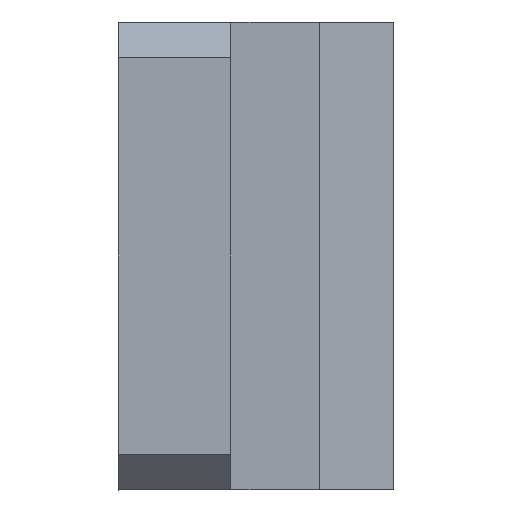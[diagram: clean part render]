
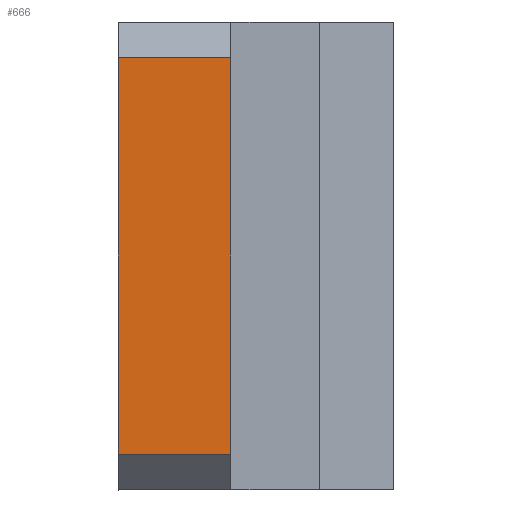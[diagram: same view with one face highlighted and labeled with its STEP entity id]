
A CAD part, left-side view. The second image highlights one B-rep face of the part: STEP entity #666.
In plain terms, the highlighted planar face has unit normal (-1, 0, 0).
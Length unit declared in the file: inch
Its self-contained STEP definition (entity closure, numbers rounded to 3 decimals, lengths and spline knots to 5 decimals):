
#1 = LINE ( 'NONE', #1157, #713 ) ;
#38 = DIRECTION ( 'NONE',  ( 0., 0., 1. ) ) ;
#57 = ORIENTED_EDGE ( 'NONE', *, *, #127, .T. ) ;
#82 = DIRECTION ( 'NONE',  ( 0., 1., 0. ) ) ;
#127 = EDGE_CURVE ( 'NONE', #955, #463, #359, .T. ) ;
#202 = FACE_OUTER_BOUND ( 'NONE', #291, .T. ) ;
#209 = CARTESIAN_POINT ( 'NONE',  ( -2., 0.55, -1.46 ) ) ;
#218 = PLANE ( 'NONE',  #356 ) ;
#253 = CARTESIAN_POINT ( 'NONE',  ( -2., 0.93, -1.46 ) ) ;
#291 = EDGE_LOOP ( 'NONE', ( #948, #1010, #581, #57 ) ) ;
#356 = AXIS2_PLACEMENT_3D ( 'NONE', #676, #861, #477 ) ;
#359 = LINE ( 'NONE', #798, #810 ) ;
#401 = VECTOR ( 'NONE', #38, 39.37008 ) ;
#459 = CARTESIAN_POINT ( 'NONE',  ( -2., 0.55, -1.58 ) ) ;
#463 = VERTEX_POINT ( 'NONE', #876 ) ;
#477 = DIRECTION ( 'NONE',  ( 0., 0., 1. ) ) ;
#581 = ORIENTED_EDGE ( 'NONE', *, *, #944, .T. ) ;
#635 = EDGE_CURVE ( 'NONE', #1087, #1041, #1, .T. ) ;
#666 = ADVANCED_FACE ( 'NONE', ( #202 ), #218, .T. ) ;
#676 = CARTESIAN_POINT ( 'NONE',  ( -2., 0.93, -1.58 ) ) ;
#713 = VECTOR ( 'NONE', #1090, 39.37008 ) ;
#798 = CARTESIAN_POINT ( 'NONE',  ( -2., 0.93, -0.12 ) ) ;
#805 = LINE ( 'NONE', #459, #1025 ) ;
#810 = VECTOR ( 'NONE', #82, 39.37008 ) ;
#849 = LINE ( 'NONE', #1020, #401 ) ;
#861 = DIRECTION ( 'NONE',  ( -1., 0., 0. ) ) ;
#876 = CARTESIAN_POINT ( 'NONE',  ( -2., 0.93, -0.12 ) ) ;
#944 = EDGE_CURVE ( 'NONE', #1041, #955, #805, .T. ) ;
#948 = ORIENTED_EDGE ( 'NONE', *, *, #966, .F. ) ;
#955 = VERTEX_POINT ( 'NONE', #1168 ) ;
#966 = EDGE_CURVE ( 'NONE', #1087, #463, #849, .T. ) ;
#982 = DIRECTION ( 'NONE',  ( 0., 0., 1. ) ) ;
#1010 = ORIENTED_EDGE ( 'NONE', *, *, #635, .T. ) ;
#1020 = CARTESIAN_POINT ( 'NONE',  ( -2., 0.93, -1.58 ) ) ;
#1025 = VECTOR ( 'NONE', #982, 39.37008 ) ;
#1041 = VERTEX_POINT ( 'NONE', #209 ) ;
#1087 = VERTEX_POINT ( 'NONE', #253 ) ;
#1090 = DIRECTION ( 'NONE',  ( 0., -1., 0. ) ) ;
#1157 = CARTESIAN_POINT ( 'NONE',  ( -2., 0.93, -1.46 ) ) ;
#1168 = CARTESIAN_POINT ( 'NONE',  ( -2., 0.55, -0.12 ) ) ;
